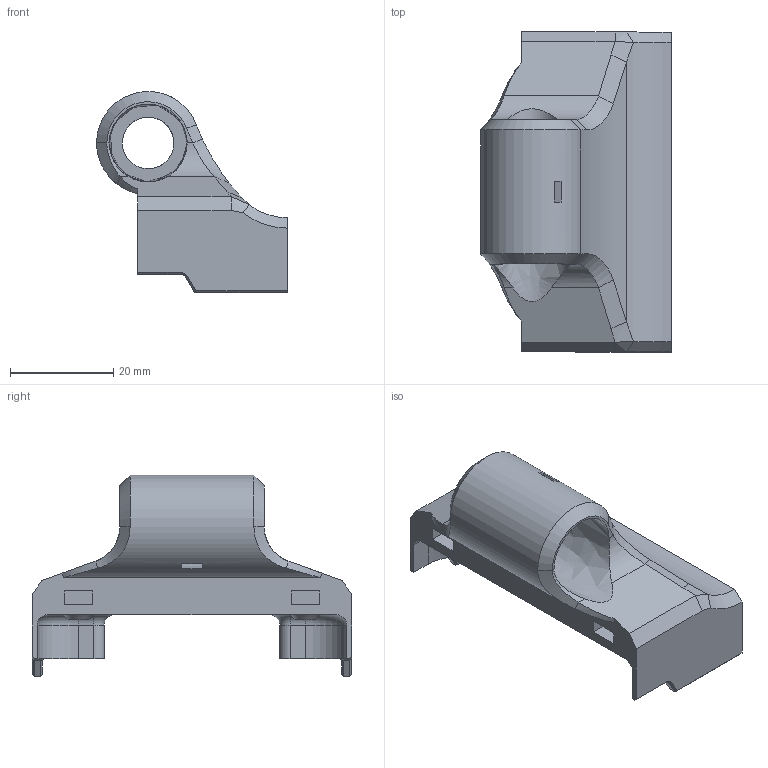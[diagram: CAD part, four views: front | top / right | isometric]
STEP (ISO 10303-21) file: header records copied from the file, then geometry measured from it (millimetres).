
FILE_DESCRIPTION(('FreeCAD Model'),'2;1');
FILE_NAME('RYcarriage.step','2016-05-17T16:16:25',('Author'),(''), 'Open CASCADE STEP processor 6.8','FreeCAD','Unknown');
FILE_SCHEMA(('AUTOMOTIVE_DESIGN_CC2 { 1 2 10303 214 -1 1 5 4 }'));
Length unit declared in the file: millimetre
Products named in the file (2): ASSEMBLY; RYCarriage
Assembly tree (1 placements, depth 2):
  ASSEMBLY
    RYCarriage
Bounding box: 37 x 62 x 39 mm (x, y, z)
Volume: 20417.6 mm3; surface area: 10235.7 mm2
Topology: 1 solids, 1 shells, 121 faces, 310 edges, 194 vertices
Faces by surface type: plane 67, cylinder 26, bspline 18, cone 6, torus 4
Full cylindrical faces by diameter (mm): 3 x4, 6 x2, 10 x1
Entity records: 15186 total; most frequent: CARTESIAN_POINT 9267, DIRECTION 976, LINE 634, VECTOR 634, ORIENTED_EDGE 620, PCURVE 620, DEFINITIONAL_REPRESENTATION 620, EDGE_CURVE 310
